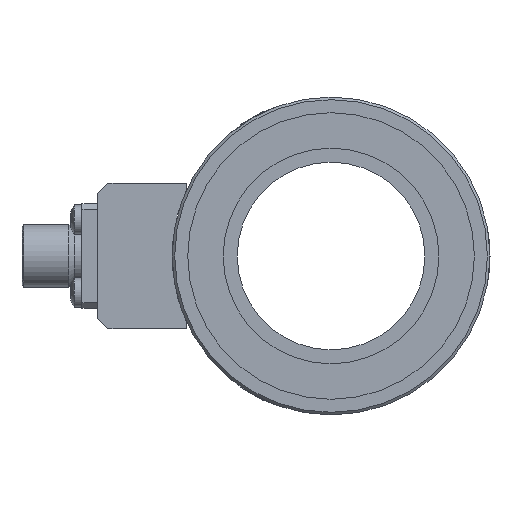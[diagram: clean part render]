
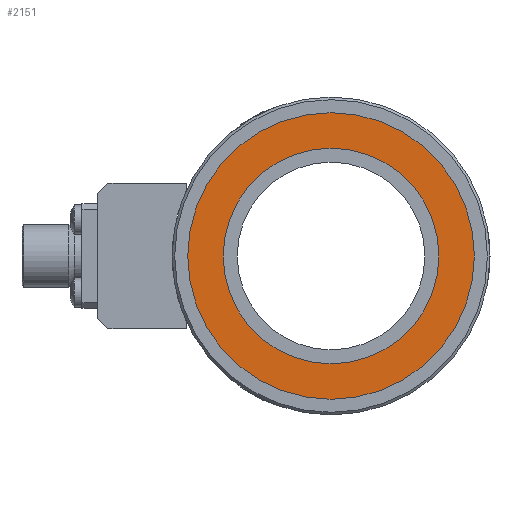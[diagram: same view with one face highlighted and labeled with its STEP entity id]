
A CAD part, left-side view. The second image highlights one B-rep face of the part: STEP entity #2151.
In plain terms, the highlighted planar face has unit normal (-1, 0, 0).
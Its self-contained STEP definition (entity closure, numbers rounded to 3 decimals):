
#522=FACE_BOUND('',#718,.T.);
#582=FACE_OUTER_BOUND('',#717,.T.);
#717=EDGE_LOOP('',(#1500));
#718=EDGE_LOOP('',(#1501));
#912=CIRCLE('',#2512,27.5);
#913=CIRCLE('',#2513,20.7);
#1015=VERTEX_POINT('',#3447);
#1016=VERTEX_POINT('',#3449);
#1209=EDGE_CURVE('',#1015,#1015,#912,.T.);
#1210=EDGE_CURVE('',#1016,#1016,#913,.T.);
#1500=ORIENTED_EDGE('',*,*,#1209,.T.);
#1501=ORIENTED_EDGE('',*,*,#1210,.F.);
#2082=PLANE('',#2511);
#2151=ADVANCED_FACE('',(#582,#522),#2082,.T.);
#2511=AXIS2_PLACEMENT_3D('',#3446,#2773,#2774);
#2512=AXIS2_PLACEMENT_3D('',#3448,#2775,#2776);
#2513=AXIS2_PLACEMENT_3D('',#3450,#2777,#2778);
#2773=DIRECTION('center_axis',(-1.,0.,0.));
#2774=DIRECTION('ref_axis',(0.,0.,1.));
#2775=DIRECTION('center_axis',(-1.,0.,0.));
#2776=DIRECTION('ref_axis',(0.,0.,-1.));
#2777=DIRECTION('center_axis',(-1.,0.,0.));
#2778=DIRECTION('ref_axis',(0.,0.,1.));
#3446=CARTESIAN_POINT('Origin',(1.5,20.7,0.));
#3447=CARTESIAN_POINT('',(1.5,-27.5,0.));
#3448=CARTESIAN_POINT('Origin',(1.5,0.,
0.));
#3449=CARTESIAN_POINT('',(1.5,-20.7,0.));
#3450=CARTESIAN_POINT('Origin',(1.5,0.,0.));
